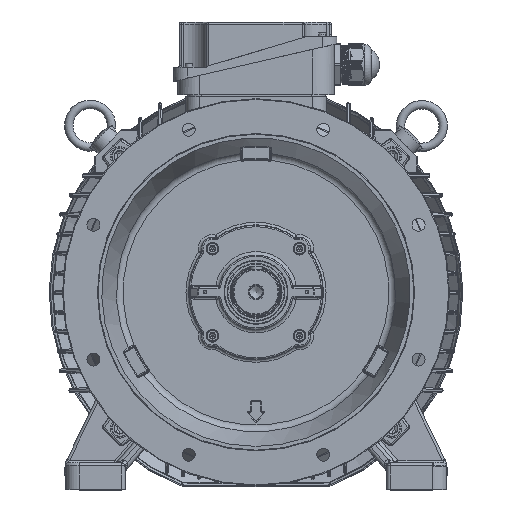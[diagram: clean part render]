
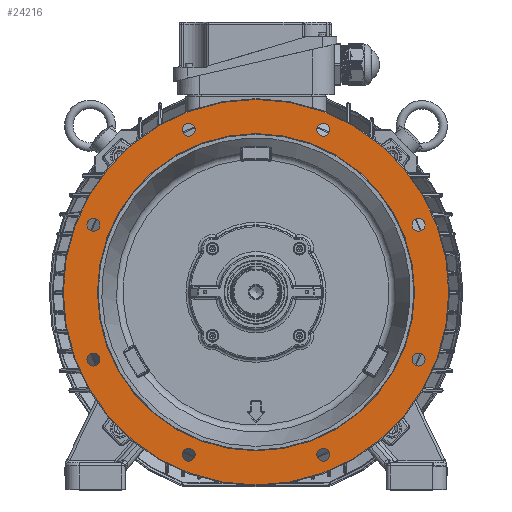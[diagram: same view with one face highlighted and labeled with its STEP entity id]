
A CAD part, top view. The second image highlights one B-rep face of the part: STEP entity #24216.
In plain terms, the highlighted planar face has unit normal (0, 0, 1).
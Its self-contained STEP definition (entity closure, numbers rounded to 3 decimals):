
#4719=FACE_BOUND('',#33530,.T.);
#4720=FACE_BOUND('',#33531,.T.);
#4721=FACE_BOUND('',#33532,.T.);
#4722=FACE_BOUND('',#33533,.T.);
#4723=FACE_BOUND('',#33534,.T.);
#4724=FACE_BOUND('',#33535,.T.);
#4725=FACE_BOUND('',#33536,.T.);
#4726=FACE_BOUND('',#33537,.T.);
#4727=FACE_BOUND('',#33538,.T.);
#4728=FACE_BOUND('',#33539,.T.);
#22312=PLANE('',#107068);
#24216=ADVANCED_FACE('',(#4719,#4720,#4721,#4722,#4723,#4724,#4725,#4726,
#4727,#4728),#22312,.T.);
#33530=EDGE_LOOP('',(#56813));
#33531=EDGE_LOOP('',(#56814));
#33532=EDGE_LOOP('',(#56815));
#33533=EDGE_LOOP('',(#56816));
#33534=EDGE_LOOP('',(#56817));
#33535=EDGE_LOOP('',(#56818));
#33536=EDGE_LOOP('',(#56819));
#33537=EDGE_LOOP('',(#56820));
#33538=EDGE_LOOP('',(#56821));
#33539=EDGE_LOOP('',(#56822));
#56813=ORIENTED_EDGE('',*,*,#88846,.T.);
#56814=ORIENTED_EDGE('',*,*,#88847,.T.);
#56815=ORIENTED_EDGE('',*,*,#88848,.T.);
#56816=ORIENTED_EDGE('',*,*,#88849,.T.);
#56817=ORIENTED_EDGE('',*,*,#88850,.T.);
#56818=ORIENTED_EDGE('',*,*,#88851,.T.);
#56819=ORIENTED_EDGE('',*,*,#88852,.T.);
#56820=ORIENTED_EDGE('',*,*,#88853,.T.);
#56821=ORIENTED_EDGE('',*,*,#88854,.T.);
#56822=ORIENTED_EDGE('',*,*,#88750,.T.);
#78097=VERTEX_POINT('',#145043);
#78159=VERTEX_POINT('',#145686);
#78160=VERTEX_POINT('',#145688);
#78161=VERTEX_POINT('',#145690);
#78162=VERTEX_POINT('',#145692);
#78163=VERTEX_POINT('',#145694);
#78164=VERTEX_POINT('',#145696);
#78165=VERTEX_POINT('',#145698);
#78166=VERTEX_POINT('',#145700);
#78167=VERTEX_POINT('',#145702);
#88750=EDGE_CURVE('',#78097,#78097,#102732,.T.);
#88846=EDGE_CURVE('',#78159,#78159,#102753,.T.);
#88847=EDGE_CURVE('',#78160,#78160,#102754,.T.);
#88848=EDGE_CURVE('',#78161,#78161,#102755,.T.);
#88849=EDGE_CURVE('',#78162,#78162,#102756,.T.);
#88850=EDGE_CURVE('',#78163,#78163,#102757,.T.);
#88851=EDGE_CURVE('',#78164,#78164,#102758,.T.);
#88852=EDGE_CURVE('',#78165,#78165,#102759,.T.);
#88853=EDGE_CURVE('',#78166,#78166,#102760,.T.);
#88854=EDGE_CURVE('',#78167,#78167,#102761,.T.);
#102732=CIRCLE('',#107008,274.);
#102753=CIRCLE('',#107059,225.4);
#102754=CIRCLE('',#107060,9.25);
#102755=CIRCLE('',#107061,9.25);
#102756=CIRCLE('',#107062,9.25);
#102757=CIRCLE('',#107063,9.25);
#102758=CIRCLE('',#107064,9.25);
#102759=CIRCLE('',#107065,9.25);
#102760=CIRCLE('',#107066,9.25);
#102761=CIRCLE('',#107067,9.25);
#107008=AXIS2_PLACEMENT_3D('',#145042,#115975,#115976);
#107059=AXIS2_PLACEMENT_3D('',#145685,#116088,#116089);
#107060=AXIS2_PLACEMENT_3D('',#145687,#116090,#116091);
#107061=AXIS2_PLACEMENT_3D('',#145689,#116092,#116093);
#107062=AXIS2_PLACEMENT_3D('',#145691,#116094,#116095);
#107063=AXIS2_PLACEMENT_3D('',#145693,#116096,#116097);
#107064=AXIS2_PLACEMENT_3D('',#145695,#116098,#116099);
#107065=AXIS2_PLACEMENT_3D('',#145697,#116100,#116101);
#107066=AXIS2_PLACEMENT_3D('',#145699,#116102,#116103);
#107067=AXIS2_PLACEMENT_3D('',#145701,#116104,#116105);
#107068=AXIS2_PLACEMENT_3D('',#145703,#116106,#116107);
#115975=DIRECTION('',(0.,0.,1.));
#115976=DIRECTION('',(0.,-1.,0.));
#116088=DIRECTION('',(0.,0.,-1.));
#116089=DIRECTION('',(0.,-1.,0.));
#116090=DIRECTION('',(0.,0.,-1.));
#116091=DIRECTION('',(0.,1.,0.));
#116092=DIRECTION('',(0.,0.,-1.));
#116093=DIRECTION('',(0.,1.,0.));
#116094=DIRECTION('',(0.,0.,-1.));
#116095=DIRECTION('',(0.,1.,0.));
#116096=DIRECTION('',(0.,0.,-1.));
#116097=DIRECTION('',(0.,1.,0.));
#116098=DIRECTION('',(0.,0.,-1.));
#116099=DIRECTION('',(0.,1.,0.));
#116100=DIRECTION('',(0.,0.,-1.));
#116101=DIRECTION('',(0.,1.,0.));
#116102=DIRECTION('',(0.,0.,-1.));
#116103=DIRECTION('',(0.,1.,0.));
#116104=DIRECTION('',(0.,0.,-1.));
#116105=DIRECTION('',(0.,1.,0.));
#116106=DIRECTION('',(0.,0.,1.));
#116107=DIRECTION('',(0.,-1.,0.));
#145042=CARTESIAN_POINT('',(0.,0.,108.8));
#145043=CARTESIAN_POINT('',(0.,-274.,108.8));
#145685=CARTESIAN_POINT('',(0.,0.,108.8));
#145686=CARTESIAN_POINT('',(0.,-225.4,108.8));
#145687=CARTESIAN_POINT('',(230.97,95.671,108.8));
#145688=CARTESIAN_POINT('',(230.97,104.921,108.8));
#145689=CARTESIAN_POINT('',(230.97,-95.671,108.8));
#145690=CARTESIAN_POINT('',(230.97,-86.421,108.8));
#145691=CARTESIAN_POINT('',(95.671,-230.97,108.8));
#145692=CARTESIAN_POINT('',(95.671,-221.72,108.8));
#145693=CARTESIAN_POINT('',(-95.671,-230.97,108.8));
#145694=CARTESIAN_POINT('',(-95.671,-221.72,108.8));
#145695=CARTESIAN_POINT('',(-230.97,-95.671,108.8));
#145696=CARTESIAN_POINT('',(-230.97,-86.421,108.8));
#145697=CARTESIAN_POINT('',(-230.97,95.671,108.8));
#145698=CARTESIAN_POINT('',(-230.97,104.921,108.8));
#145699=CARTESIAN_POINT('',(-95.671,230.97,108.8));
#145700=CARTESIAN_POINT('',(-95.671,240.22,108.8));
#145701=CARTESIAN_POINT('',(95.671,230.97,108.8));
#145702=CARTESIAN_POINT('',(95.671,240.22,108.8));
#145703=CARTESIAN_POINT('',(0.,0.,108.8));
